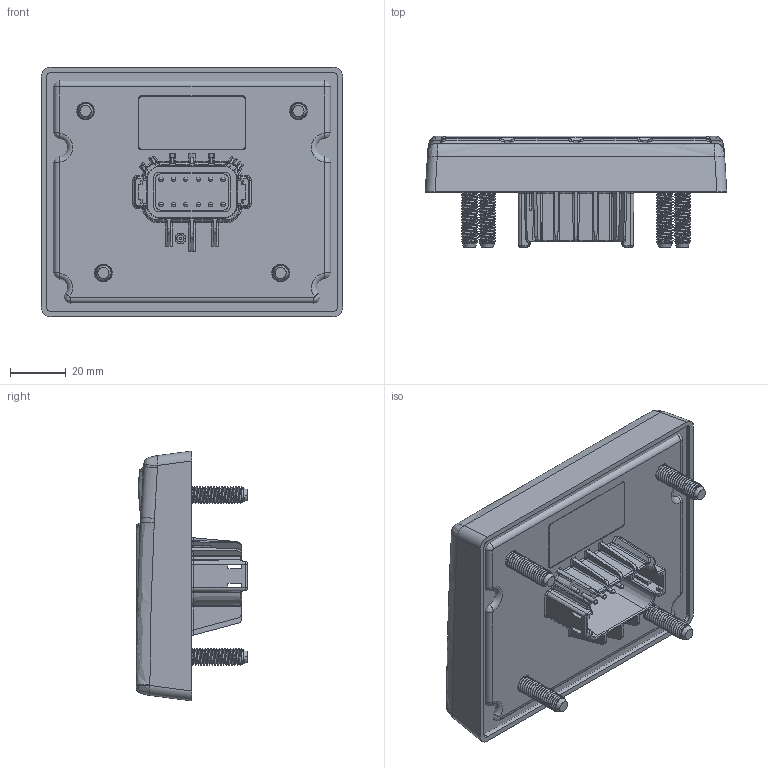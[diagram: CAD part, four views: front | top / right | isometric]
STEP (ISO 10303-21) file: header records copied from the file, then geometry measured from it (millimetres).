
FILE_DESCRIPTION((''),'2;1');
FILE_NAME('3D_MICRO_SW0001','2010-07-15T',('Administrator'),(''),'PRO/ENGINEER BY PARAMETRIC TECHNOLOGY CORPORATION, 2006200','PRO/ENGINEER BY PARAMETRIC TECHNOLOGY CORPORATION, 2006200','');
FILE_SCHEMA(('CONFIG_CONTROL_DESIGN'));
Products named in the file (1): 3D_MICRO_SW0001
Bounding box: 107.95 x 39.98 x 89.46 mm (x, y, z)
Surface area: 44329.3 mm2 (no closed solid volume)
Topology: 0 solids, 37 shells, 766 faces, 2223 edges, 1448 vertices
Faces by surface type: cylinder 277, bspline 178, plane 135, cone 66, sphere 58, torus 42, extrusion 10
Entity records: 54491 total; most frequent: CARTESIAN_POINT 28761, ORIENTED_EDGE 4016, DIRECTION 3096, PRESENTATION_STYLE_ASSIGNMENT 2296, STYLED_ITEM 2214, CURVE_STYLE 2191, EDGE_CURVE 2189, VERTEX_POINT 1448
